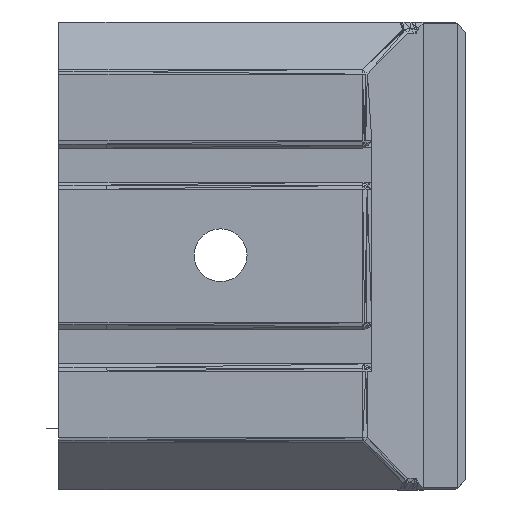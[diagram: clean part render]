
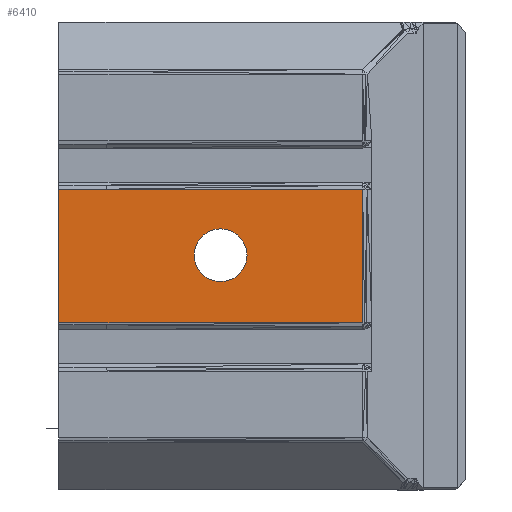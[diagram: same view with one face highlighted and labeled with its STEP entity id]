
A CAD part, front view. The second image highlights one B-rep face of the part: STEP entity #6410.
In plain terms, the highlighted planar face has unit normal (0, -1, 0).
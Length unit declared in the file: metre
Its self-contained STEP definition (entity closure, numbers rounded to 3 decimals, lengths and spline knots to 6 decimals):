
#14=CIRCLE('',#6565,0.00155);
#1579=ORIENTED_EDGE('',*,*,#1984,.T.);
#1580=ORIENTED_EDGE('',*,*,#2573,.T.);
#1581=ORIENTED_EDGE('',*,*,#2572,.T.);
#1582=ORIENTED_EDGE('',*,*,#1816,.F.);
#1583=ORIENTED_EDGE('',*,*,#2574,.T.);
#1816=EDGE_CURVE('',#2659,#2643,#3130,.T.);
#1984=EDGE_CURVE('',#2738,#2738,#14,.T.);
#2572=EDGE_CURVE('',#3052,#2643,#3865,.T.);
#2573=EDGE_CURVE('',#3053,#3052,#3866,.T.);
#2574=EDGE_CURVE('',#2659,#3053,#3867,.T.);
#2643=VERTEX_POINT('',#8617);
#2659=VERTEX_POINT('',#8680);
#2738=VERTEX_POINT('',#9018);
#3052=VERTEX_POINT('',#10236);
#3053=VERTEX_POINT('',#10240);
#3130=LINE('',#8681,#3970);
#3865=LINE('',#10237,#4705);
#3866=LINE('',#10239,#4706);
#3867=LINE('',#10241,#4707);
#3970=VECTOR('',#6980,1.);
#4705=VECTOR('',#8451,1.);
#4706=VECTOR('',#8454,1.);
#4707=VECTOR('',#8455,1.);
#5151=EDGE_LOOP('',(#1579));
#5152=EDGE_LOOP('',(#1580,#1581,#1582,#1583));
#5578=FACE_BOUND('',#5151,.T.);
#5579=FACE_BOUND('',#5152,.T.);
#5994=PLANE('',#6845);
#6410=ADVANCED_FACE('',(#5578,#5579),#5994,.T.);
#6565=AXIS2_PLACEMENT_3D('',#9017,#7322,#7323);
#6845=AXIS2_PLACEMENT_3D('',#10238,#8452,#8453);
#6980=DIRECTION('',(0.,0.,-1.));
#7322=DIRECTION('',(0.,1.,0.));
#7323=DIRECTION('',(1.,0.,0.));
#8451=DIRECTION('',(1.,0.,0.));
#8452=DIRECTION('',(0.,-1.,0.));
#8453=DIRECTION('',(-1.,0.,0.));
#8454=DIRECTION('',(0.,0.,-1.));
#8455=DIRECTION('',(-1.,0.,0.));
#8617=CARTESIAN_POINT('',(0.370262,-0.326039,0.577358));
#8680=CARTESIAN_POINT('',(0.370262,-0.326039,0.58521));
#8681=CARTESIAN_POINT('',(0.370262,-0.326039,0.577358));
#9017=CARTESIAN_POINT('',(0.361916,-0.326039,0.581331));
#9018=CARTESIAN_POINT('',(0.363466,-0.326039,0.581331));
#10236=CARTESIAN_POINT('',(0.352411,-0.326039,0.577358));
#10237=CARTESIAN_POINT('',(0.370262,-0.326039,0.577358));
#10238=CARTESIAN_POINT('',(0.370262,-0.326039,0.588042));
#10239=CARTESIAN_POINT('',(0.352411,-0.326039,0.588042));
#10240=CARTESIAN_POINT('',(0.352411,-0.326039,0.58521));
#10241=CARTESIAN_POINT('',(0.370262,-0.326039,0.58521));
